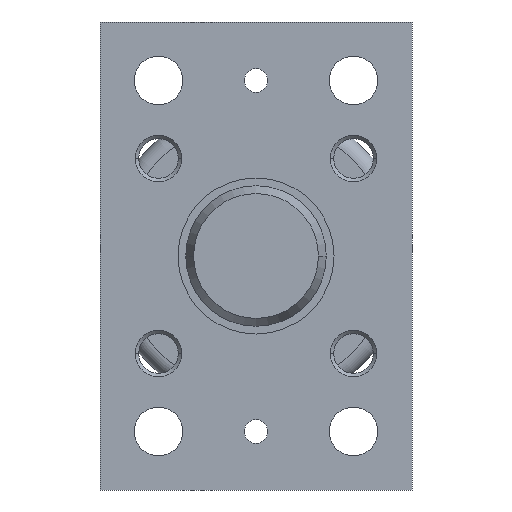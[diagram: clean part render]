
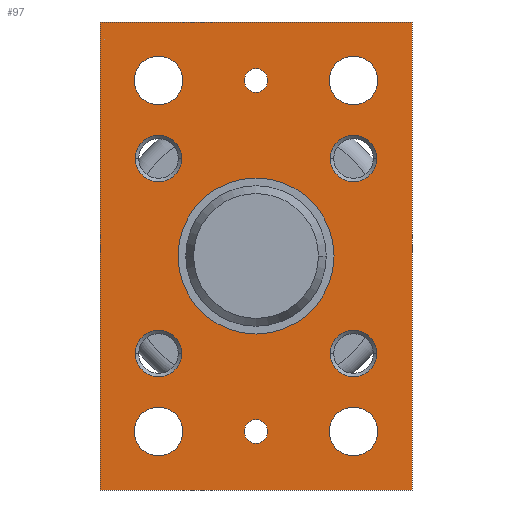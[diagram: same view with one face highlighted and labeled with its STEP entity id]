
A CAD part, left-side view. The second image highlights one B-rep face of the part: STEP entity #97.
In plain terms, the highlighted planar face has unit normal (-1, 0, 0).
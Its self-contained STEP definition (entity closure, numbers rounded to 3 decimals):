
#97=ADVANCED_FACE('',(#249,#250,#251,#252,#253,#254,#255,#256,#257,#258,#259,#260),#261,.F.);
#249=FACE_BOUND('',#454,.T.);
#250=FACE_BOUND('',#455,.T.);
#251=FACE_BOUND('',#456,.T.);
#252=FACE_BOUND('',#457,.T.);
#253=FACE_BOUND('',#458,.T.);
#254=FACE_BOUND('',#459,.T.);
#255=FACE_BOUND('',#460,.T.);
#256=FACE_BOUND('',#461,.T.);
#257=FACE_BOUND('',#462,.T.);
#258=FACE_BOUND('',#463,.T.);
#259=FACE_BOUND('',#464,.T.);
#260=FACE_OUTER_BOUND('',#465,.T.);
#261=PLANE('',#466);
#454=EDGE_LOOP('',(#943,#944));
#455=EDGE_LOOP('',(#945,#946));
#456=EDGE_LOOP('',(#947,#948));
#457=EDGE_LOOP('',(#949,#950));
#458=EDGE_LOOP('',(#951,#952));
#459=EDGE_LOOP('',(#953,#954));
#460=EDGE_LOOP('',(#955,#956));
#461=EDGE_LOOP('',(#957,#958));
#462=EDGE_LOOP('',(#959,#960));
#463=EDGE_LOOP('',(#961,#962));
#464=EDGE_LOOP('',(#963,#964));
#465=EDGE_LOOP('',(#965,#966,#967,#968));
#466=AXIS2_PLACEMENT_3D('',#969,#970,#971);
#943=ORIENTED_EDGE('',*,*,#1379,.T.);
#944=ORIENTED_EDGE('',*,*,#1405,.T.);
#945=ORIENTED_EDGE('',*,*,#1368,.T.);
#946=ORIENTED_EDGE('',*,*,#1407,.T.);
#947=ORIENTED_EDGE('',*,*,#1357,.T.);
#948=ORIENTED_EDGE('',*,*,#1409,.T.);
#949=ORIENTED_EDGE('',*,*,#1346,.T.);
#950=ORIENTED_EDGE('',*,*,#1411,.T.);
#951=ORIENTED_EDGE('',*,*,#1413,.T.);
#952=ORIENTED_EDGE('',*,*,#1339,.T.);
#953=ORIENTED_EDGE('',*,*,#1414,.T.);
#954=ORIENTED_EDGE('',*,*,#1335,.T.);
#955=ORIENTED_EDGE('',*,*,#1415,.T.);
#956=ORIENTED_EDGE('',*,*,#1331,.T.);
#957=ORIENTED_EDGE('',*,*,#1416,.T.);
#958=ORIENTED_EDGE('',*,*,#1327,.T.);
#959=ORIENTED_EDGE('',*,*,#1417,.T.);
#960=ORIENTED_EDGE('',*,*,#1323,.T.);
#961=ORIENTED_EDGE('',*,*,#1418,.T.);
#962=ORIENTED_EDGE('',*,*,#1319,.T.);
#963=ORIENTED_EDGE('',*,*,#1388,.T.);
#964=ORIENTED_EDGE('',*,*,#1387,.T.);
#965=ORIENTED_EDGE('',*,*,#1419,.T.);
#966=ORIENTED_EDGE('',*,*,#1420,.T.);
#967=ORIENTED_EDGE('',*,*,#1421,.T.);
#968=ORIENTED_EDGE('',*,*,#1422,.T.);
#969=CARTESIAN_POINT('',(-15.0,0.0,0.0));
#970=DIRECTION('',(1.0,0.0,0.));
#971=DIRECTION('',(0.,0.0,-1.0));
#1319=EDGE_CURVE('',#1590,#1594,#1596,.T.);
#1323=EDGE_CURVE('',#1598,#1602,#1604,.T.);
#1327=EDGE_CURVE('',#1606,#1610,#1612,.T.);
#1331=EDGE_CURVE('',#1614,#1618,#1620,.T.);
#1335=EDGE_CURVE('',#1622,#1626,#1628,.T.);
#1339=EDGE_CURVE('',#1630,#1634,#1636,.T.);
#1346=EDGE_CURVE('',#1645,#1647,#1649,.T.);
#1357=EDGE_CURVE('',#1664,#1666,#1668,.T.);
#1368=EDGE_CURVE('',#1683,#1685,#1687,.T.);
#1379=EDGE_CURVE('',#1702,#1704,#1706,.T.);
#1387=EDGE_CURVE('',#1714,#1718,#1720,.T.);
#1388=EDGE_CURVE('',#1718,#1714,#1721,.T.);
#1405=EDGE_CURVE('',#1704,#1702,#1742,.T.);
#1407=EDGE_CURVE('',#1685,#1683,#1744,.T.);
#1409=EDGE_CURVE('',#1666,#1664,#1746,.T.);
#1411=EDGE_CURVE('',#1647,#1645,#1748,.T.);
#1413=EDGE_CURVE('',#1634,#1630,#1750,.T.);
#1414=EDGE_CURVE('',#1626,#1622,#1751,.T.);
#1415=EDGE_CURVE('',#1618,#1614,#1752,.T.);
#1416=EDGE_CURVE('',#1610,#1606,#1753,.T.);
#1417=EDGE_CURVE('',#1602,#1598,#1754,.T.);
#1418=EDGE_CURVE('',#1594,#1590,#1755,.T.);
#1419=EDGE_CURVE('',#1756,#1757,#1758,.T.);
#1420=EDGE_CURVE('',#1757,#1759,#1760,.T.);
#1421=EDGE_CURVE('',#1759,#1761,#1762,.T.);
#1422=EDGE_CURVE('',#1761,#1756,#1763,.T.);
#1590=VERTEX_POINT('',#2011);
#1594=VERTEX_POINT('',#2016);
#1596=CIRCLE('',#2019,6.25);
#1598=VERTEX_POINT('',#2021);
#1602=VERTEX_POINT('',#2026);
#1604=CIRCLE('',#2029,6.25);
#1606=VERTEX_POINT('',#2031);
#1610=VERTEX_POINT('',#2036);
#1612=CIRCLE('',#2039,6.25);
#1614=VERTEX_POINT('',#2041);
#1618=VERTEX_POINT('',#2046);
#1620=CIRCLE('',#2049,6.25);
#1622=VERTEX_POINT('',#2051);
#1626=VERTEX_POINT('',#2056);
#1628=CIRCLE('',#2059,3.0);
#1630=VERTEX_POINT('',#2061);
#1634=VERTEX_POINT('',#2066);
#1636=CIRCLE('',#2069,3.0);
#1645=VERTEX_POINT('',#2080);
#1647=VERTEX_POINT('',#2083);
#1649=CIRCLE('',#2086,6.0);
#1664=VERTEX_POINT('',#2105);
#1666=VERTEX_POINT('',#2108);
#1668=CIRCLE('',#2111,6.0);
#1683=VERTEX_POINT('',#2130);
#1685=VERTEX_POINT('',#2133);
#1687=CIRCLE('',#2136,6.0);
#1702=VERTEX_POINT('',#2155);
#1704=VERTEX_POINT('',#2158);
#1706=CIRCLE('',#2161,6.0);
#1714=VERTEX_POINT('',#2171);
#1718=VERTEX_POINT('',#2176);
#1720=CIRCLE('',#2179,20.0);
#1721=CIRCLE('',#2180,20.0);
#1742=CIRCLE('',#2205,6.0);
#1744=CIRCLE('',#2207,6.0);
#1746=CIRCLE('',#2209,6.0);
#1748=CIRCLE('',#2211,6.0);
#1750=CIRCLE('',#2213,3.0);
#1751=CIRCLE('',#2214,3.0);
#1752=CIRCLE('',#2215,6.25);
#1753=CIRCLE('',#2216,6.25);
#1754=CIRCLE('',#2217,6.25);
#1755=CIRCLE('',#2218,6.25);
#1756=VERTEX_POINT('',#2219);
#1757=VERTEX_POINT('',#2220);
#1758=LINE('',#2221,#2222);
#1759=VERTEX_POINT('',#2223);
#1760=LINE('',#2224,#2225);
#1761=VERTEX_POINT('',#2226);
#1762=LINE('',#2227,#2228);
#1763=LINE('',#2229,#2230);
#2011=CARTESIAN_POINT('',(-15.0,-25.0,38.75));
#2016=CARTESIAN_POINT('',(-15.0,-25.0,51.25));
#2019=AXIS2_PLACEMENT_3D('',#2503,#2504,#2505);
#2021=CARTESIAN_POINT('',(-15.0,25.0,38.75));
#2026=CARTESIAN_POINT('',(-15.0,25.0,51.25));
#2029=AXIS2_PLACEMENT_3D('',#2511,#2512,#2513);
#2031=CARTESIAN_POINT('',(-15.0,-25.0,-51.25));
#2036=CARTESIAN_POINT('',(-15.0,-25.0,-38.75));
#2039=AXIS2_PLACEMENT_3D('',#2519,#2520,#2521);
#2041=CARTESIAN_POINT('',(-15.0,25.0,-51.25));
#2046=CARTESIAN_POINT('',(-15.0,25.0,-38.75));
#2049=AXIS2_PLACEMENT_3D('',#2527,#2528,#2529);
#2051=CARTESIAN_POINT('',(-15.0,0.,42.0));
#2056=CARTESIAN_POINT('',(-15.0,0.,48.0));
#2059=AXIS2_PLACEMENT_3D('',#2535,#2536,#2537);
#2061=CARTESIAN_POINT('',(-15.0,0.,-48.0));
#2066=CARTESIAN_POINT('',(-15.0,0.,-42.0));
#2069=AXIS2_PLACEMENT_3D('',#2543,#2544,#2545);
#2080=CARTESIAN_POINT('',(-15.0,-19.0,25.0));
#2083=CARTESIAN_POINT('',(-15.0,-31.0,25.0));
#2086=AXIS2_PLACEMENT_3D('',#2556,#2557,#2558);
#2105=CARTESIAN_POINT('',(-15.0,31.0,25.0));
#2108=CARTESIAN_POINT('',(-15.0,19.0,25.0));
#2111=AXIS2_PLACEMENT_3D('',#2577,#2578,#2579);
#2130=CARTESIAN_POINT('',(-15.0,-19.0,-25.0));
#2133=CARTESIAN_POINT('',(-15.0,-31.0,-25.0));
#2136=AXIS2_PLACEMENT_3D('',#2598,#2599,#2600);
#2155=CARTESIAN_POINT('',(-15.0,31.0,-25.0));
#2158=CARTESIAN_POINT('',(-15.0,19.0,-25.0));
#2161=AXIS2_PLACEMENT_3D('',#2619,#2620,#2621);
#2171=CARTESIAN_POINT('',(-15.0,0.,-20.0));
#2176=CARTESIAN_POINT('',(-15.0,0.,20.0));
#2179=AXIS2_PLACEMENT_3D('',#2635,#2636,#2637);
#2180=AXIS2_PLACEMENT_3D('',#2638,#2639,#2640);
#2205=AXIS2_PLACEMENT_3D('',#2681,#2682,#2683);
#2207=AXIS2_PLACEMENT_3D('',#2687,#2688,#2689);
#2209=AXIS2_PLACEMENT_3D('',#2693,#2694,#2695);
#2211=AXIS2_PLACEMENT_3D('',#2699,#2700,#2701);
#2213=AXIS2_PLACEMENT_3D('',#2705,#2706,#2707);
#2214=AXIS2_PLACEMENT_3D('',#2708,#2709,#2710);
#2215=AXIS2_PLACEMENT_3D('',#2711,#2712,#2713);
#2216=AXIS2_PLACEMENT_3D('',#2714,#2715,#2716);
#2217=AXIS2_PLACEMENT_3D('',#2717,#2718,#2719);
#2218=AXIS2_PLACEMENT_3D('',#2720,#2721,#2722);
#2219=CARTESIAN_POINT('',(-15.0,40.0,-60.0));
#2220=CARTESIAN_POINT('',(-15.0,-40.0,-60.0));
#2221=CARTESIAN_POINT('',(-15.0,0.0,-60.0));
#2222=VECTOR('',#2723,1.0);
#2223=CARTESIAN_POINT('',(-15.0,-40.0,60.0));
#2224=CARTESIAN_POINT('',(-15.0,-40.0,0.0));
#2225=VECTOR('',#2724,1.0);
#2226=CARTESIAN_POINT('',(-15.0,40.0,60.0));
#2227=CARTESIAN_POINT('',(-15.0,0.0,60.0));
#2228=VECTOR('',#2725,1.0);
#2229=CARTESIAN_POINT('',(-15.0,40.0,0.0));
#2230=VECTOR('',#2726,1.0);
#2503=CARTESIAN_POINT('',(-15.0,-25.0,45.0));
#2504=DIRECTION('',(1.0,0.0,0.));
#2505=DIRECTION('',(0.,0.0,-1.0));
#2511=CARTESIAN_POINT('',(-15.0,25.0,45.0));
#2512=DIRECTION('',(1.0,0.0,0.));
#2513=DIRECTION('',(0.,0.0,-1.0));
#2519=CARTESIAN_POINT('',(-15.0,-25.0,-45.0));
#2520=DIRECTION('',(1.0,0.0,0.));
#2521=DIRECTION('',(0.,0.0,-1.0));
#2527=CARTESIAN_POINT('',(-15.0,25.0,-45.0));
#2528=DIRECTION('',(1.0,0.0,0.));
#2529=DIRECTION('',(0.,0.0,-1.0));
#2535=CARTESIAN_POINT('',(-15.0,0.0,45.0));
#2536=DIRECTION('',(1.0,0.0,0.));
#2537=DIRECTION('',(0.,0.0,-1.0));
#2543=CARTESIAN_POINT('',(-15.0,0.0,-45.0));
#2544=DIRECTION('',(1.0,0.0,0.));
#2545=DIRECTION('',(0.,0.0,-1.0));
#2556=CARTESIAN_POINT('',(-15.0,-25.0,25.0));
#2557=DIRECTION('',(1.0,-0.0,0.));
#2558=DIRECTION('',(0.0,1.0,0.0));
#2577=CARTESIAN_POINT('',(-15.0,25.0,25.0));
#2578=DIRECTION('',(1.0,-0.0,0.));
#2579=DIRECTION('',(0.0,1.0,0.0));
#2598=CARTESIAN_POINT('',(-15.0,-25.0,-25.0));
#2599=DIRECTION('',(1.0,-0.0,0.));
#2600=DIRECTION('',(0.0,1.0,0.0));
#2619=CARTESIAN_POINT('',(-15.0,25.0,-25.0));
#2620=DIRECTION('',(1.0,-0.0,0.));
#2621=DIRECTION('',(0.0,1.0,0.0));
#2635=CARTESIAN_POINT('',(-15.0,0.0,0.0));
#2636=DIRECTION('',(1.0,0.0,0.));
#2637=DIRECTION('',(0.,0.0,-1.0));
#2638=CARTESIAN_POINT('',(-15.0,0.0,0.0));
#2639=DIRECTION('',(1.0,0.0,0.));
#2640=DIRECTION('',(0.,0.0,-1.0));
#2681=CARTESIAN_POINT('',(-15.0,25.0,-25.0));
#2682=DIRECTION('',(1.0,-0.0,0.));
#2683=DIRECTION('',(0.0,1.0,0.0));
#2687=CARTESIAN_POINT('',(-15.0,-25.0,-25.0));
#2688=DIRECTION('',(1.0,-0.0,0.));
#2689=DIRECTION('',(0.0,1.0,0.0));
#2693=CARTESIAN_POINT('',(-15.0,25.0,25.0));
#2694=DIRECTION('',(1.0,-0.0,0.));
#2695=DIRECTION('',(0.0,1.0,0.0));
#2699=CARTESIAN_POINT('',(-15.0,-25.0,25.0));
#2700=DIRECTION('',(1.0,-0.0,0.));
#2701=DIRECTION('',(0.0,1.0,0.0));
#2705=CARTESIAN_POINT('',(-15.0,0.0,-45.0));
#2706=DIRECTION('',(1.0,0.0,0.));
#2707=DIRECTION('',(0.,0.0,-1.0));
#2708=CARTESIAN_POINT('',(-15.0,0.0,45.0));
#2709=DIRECTION('',(1.0,0.0,0.));
#2710=DIRECTION('',(0.,0.0,-1.0));
#2711=CARTESIAN_POINT('',(-15.0,25.0,-45.0));
#2712=DIRECTION('',(1.0,0.0,0.));
#2713=DIRECTION('',(0.,0.0,-1.0));
#2714=CARTESIAN_POINT('',(-15.0,-25.0,-45.0));
#2715=DIRECTION('',(1.0,0.0,0.));
#2716=DIRECTION('',(0.,0.0,-1.0));
#2717=CARTESIAN_POINT('',(-15.0,25.0,45.0));
#2718=DIRECTION('',(1.0,0.0,0.));
#2719=DIRECTION('',(0.,0.0,-1.0));
#2720=CARTESIAN_POINT('',(-15.0,-25.0,45.0));
#2721=DIRECTION('',(1.0,0.0,0.));
#2722=DIRECTION('',(0.,0.0,-1.0));
#2723=DIRECTION('',(0.0,-1.0,0.0));
#2724=DIRECTION('',(0.,0.0,1.0));
#2725=DIRECTION('',(0.0,1.0,0.0));
#2726=DIRECTION('',(0.,0.0,-1.0));
